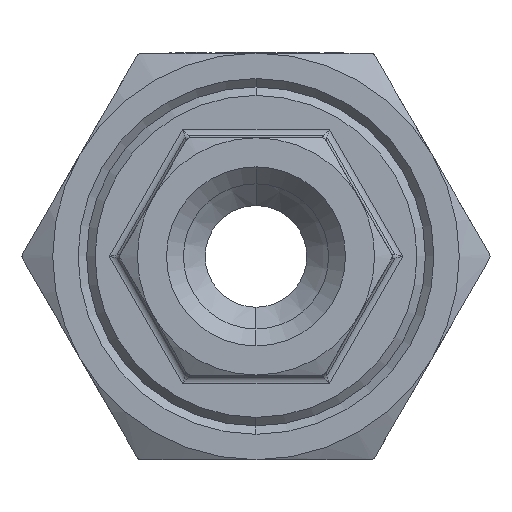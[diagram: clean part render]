
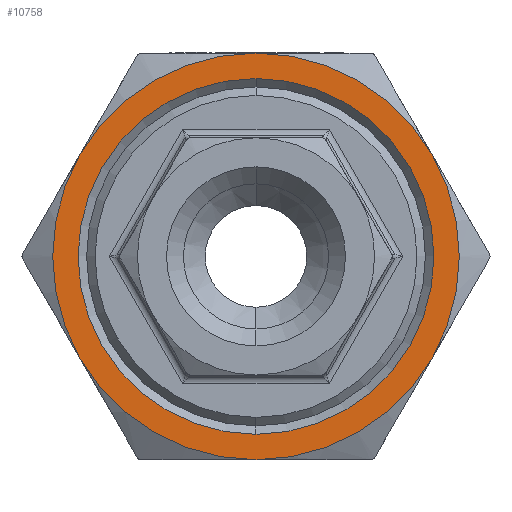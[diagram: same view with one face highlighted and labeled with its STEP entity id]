
A CAD part, left-side view. The second image highlights one B-rep face of the part: STEP entity #10758.
In plain terms, the highlighted planar face has unit normal (-1, 0, 0).
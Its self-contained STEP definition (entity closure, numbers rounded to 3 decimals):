
#37 = CIRCLE ( 'NONE', #6852, 12. ) ;
#597 = AXIS2_PLACEMENT_3D ( 'NONE', #13552, #8474, #10914 ) ;
#1384 = CARTESIAN_POINT ( 'NONE',  ( -6.75, 10.392, -6. ) ) ;
#1442 = DIRECTION ( 'NONE',  ( -1., 0., 0. ) ) ;
#1570 = CIRCLE ( 'NONE', #9789, 12. ) ;
#1725 = FACE_BOUND ( 'NONE', #15111, .T. ) ;
#2076 = VERTEX_POINT ( 'NONE', #1384 ) ;
#2164 = EDGE_CURVE ( 'NONE', #7068, #9100, #4271, .T. ) ;
#2280 = ORIENTED_EDGE ( 'NONE', *, *, #9779, .T. ) ;
#2876 = EDGE_CURVE ( 'NONE', #10632, #6126, #5574, .T. ) ;
#3011 = CARTESIAN_POINT ( 'NONE',  ( -6.75, 10.392, 6. ) ) ;
#4119 = DIRECTION ( 'NONE',  ( -1., 0., 0. ) ) ;
#4271 = CIRCLE ( 'NONE', #6226, 10.5 ) ;
#4321 = ORIENTED_EDGE ( 'NONE', *, *, #9072, .T. ) ;
#4418 = DIRECTION ( 'NONE',  ( 0., 0., 1. ) ) ;
#4613 = VERTEX_POINT ( 'NONE', #14609 ) ;
#4703 = DIRECTION ( 'NONE',  ( -1., 0., 0. ) ) ;
#4810 = AXIS2_PLACEMENT_3D ( 'NONE', #6695, #4119, #12686 ) ;
#4815 = PLANE ( 'NONE',  #14439 ) ;
#5574 = CIRCLE ( 'NONE', #4810, 12. ) ;
#5902 = CARTESIAN_POINT ( 'NONE',  ( -6.75, 0., 0. ) ) ;
#5950 = DIRECTION ( 'NONE',  ( 0., 0., 1. ) ) ;
#6126 = VERTEX_POINT ( 'NONE', #10262 ) ;
#6157 = AXIS2_PLACEMENT_3D ( 'NONE', #11098, #14658, #13523 ) ;
#6226 = AXIS2_PLACEMENT_3D ( 'NONE', #9772, #13298, #5950 ) ;
#6389 = EDGE_CURVE ( 'NONE', #6126, #13748, #12642, .T. ) ;
#6695 = CARTESIAN_POINT ( 'NONE',  ( -6.75, 0., 0. ) ) ;
#6706 = CARTESIAN_POINT ( 'NONE',  ( -6.75, 0., 0. ) ) ;
#6852 = AXIS2_PLACEMENT_3D ( 'NONE', #8838, #1442, #10049 ) ;
#7005 = CARTESIAN_POINT ( 'NONE',  ( -6.75, 0., 10.5 ) ) ;
#7068 = VERTEX_POINT ( 'NONE', #7005 ) ;
#7216 = ORIENTED_EDGE ( 'NONE', *, *, #15601, .T. ) ;
#7430 = CARTESIAN_POINT ( 'NONE',  ( -6.75, -10.392, 6. ) ) ;
#8025 = DIRECTION ( 'NONE',  ( -1., 0., 0. ) ) ;
#8217 = EDGE_CURVE ( 'NONE', #13748, #4613, #37, .T. ) ;
#8313 = VERTEX_POINT ( 'NONE', #3011 ) ;
#8447 = CIRCLE ( 'NONE', #14556, 10.5 ) ;
#8474 = DIRECTION ( 'NONE',  ( -1., 0., 0. ) ) ;
#8796 = AXIS2_PLACEMENT_3D ( 'NONE', #10624, #8025, #4418 ) ;
#8803 = ORIENTED_EDGE ( 'NONE', *, *, #8217, .T. ) ;
#8838 = CARTESIAN_POINT ( 'NONE',  ( -6.75, 0., 0. ) ) ;
#9072 = EDGE_CURVE ( 'NONE', #4613, #8313, #1570, .T. ) ;
#9100 = VERTEX_POINT ( 'NONE', #14207 ) ;
#9154 = ORIENTED_EDGE ( 'NONE', *, *, #2876, .T. ) ;
#9772 = CARTESIAN_POINT ( 'NONE',  ( -6.75, 0., 0. ) ) ;
#9779 = EDGE_CURVE ( 'NONE', #8313, #2076, #10169, .T. ) ;
#9789 = AXIS2_PLACEMENT_3D ( 'NONE', #6706, #15295, #11581 ) ;
#10049 = DIRECTION ( 'NONE',  ( 0., 0., 1. ) ) ;
#10080 = EDGE_LOOP ( 'NONE', ( #9154, #12537, #8803, #4321, #2280, #7216 ) ) ;
#10169 = CIRCLE ( 'NONE', #8796, 12. ) ;
#10262 = CARTESIAN_POINT ( 'NONE',  ( -6.75, -10.392, -6. ) ) ;
#10624 = CARTESIAN_POINT ( 'NONE',  ( -6.75, 0., 0. ) ) ;
#10632 = VERTEX_POINT ( 'NONE', #11560 ) ;
#10758 = ADVANCED_FACE ( 'NONE', ( #14053, #1725 ), #4815, .T. ) ;
#10884 = DIRECTION ( 'NONE',  ( 1., 0., 0. ) ) ;
#10914 = DIRECTION ( 'NONE',  ( 0., 0., 1. ) ) ;
#11098 = CARTESIAN_POINT ( 'NONE',  ( -6.75, 0., 0. ) ) ;
#11560 = CARTESIAN_POINT ( 'NONE',  ( -6.75, 0., -12. ) ) ;
#11581 = DIRECTION ( 'NONE',  ( 0., 0., 1. ) ) ;
#12162 = DIRECTION ( 'NONE',  ( 0., -1., 0. ) ) ;
#12270 = CARTESIAN_POINT ( 'NONE',  ( -6.75, 0., 0. ) ) ;
#12537 = ORIENTED_EDGE ( 'NONE', *, *, #6389, .T. ) ;
#12540 = EDGE_CURVE ( 'NONE', #9100, #7068, #8447, .T. ) ;
#12642 = CIRCLE ( 'NONE', #597, 12. ) ;
#12686 = DIRECTION ( 'NONE',  ( 0., 0., 1. ) ) ;
#13187 = ORIENTED_EDGE ( 'NONE', *, *, #2164, .T. ) ;
#13298 = DIRECTION ( 'NONE',  ( 1., 0., 0. ) ) ;
#13523 = DIRECTION ( 'NONE',  ( 0., 0., 1. ) ) ;
#13552 = CARTESIAN_POINT ( 'NONE',  ( -6.75, 0., 0. ) ) ;
#13748 = VERTEX_POINT ( 'NONE', #7430 ) ;
#14053 = FACE_OUTER_BOUND ( 'NONE', #10080, .T. ) ;
#14207 = CARTESIAN_POINT ( 'NONE',  ( -6.75, 0., -10.5 ) ) ;
#14439 = AXIS2_PLACEMENT_3D ( 'NONE', #12270, #4703, #12162 ) ;
#14547 = CIRCLE ( 'NONE', #6157, 12. ) ;
#14556 = AXIS2_PLACEMENT_3D ( 'NONE', #5902, #10884, #14607 ) ;
#14607 = DIRECTION ( 'NONE',  ( 0., 0., 1. ) ) ;
#14609 = CARTESIAN_POINT ( 'NONE',  ( -6.75, 0., 12. ) ) ;
#14658 = DIRECTION ( 'NONE',  ( -1., 0., 0. ) ) ;
#15023 = ORIENTED_EDGE ( 'NONE', *, *, #12540, .T. ) ;
#15111 = EDGE_LOOP ( 'NONE', ( #13187, #15023 ) ) ;
#15295 = DIRECTION ( 'NONE',  ( -1., 0., 0. ) ) ;
#15601 = EDGE_CURVE ( 'NONE', #2076, #10632, #14547, .T. ) ;
